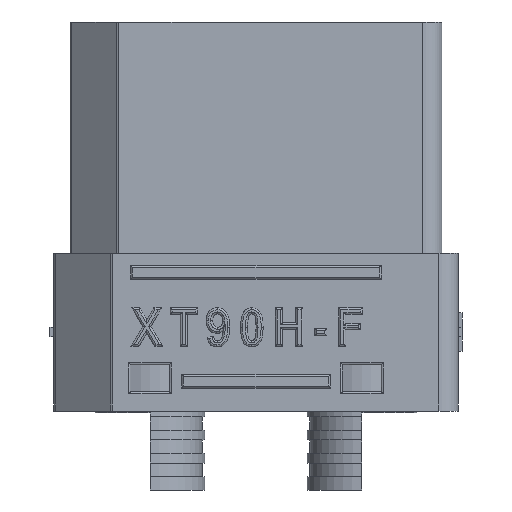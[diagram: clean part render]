
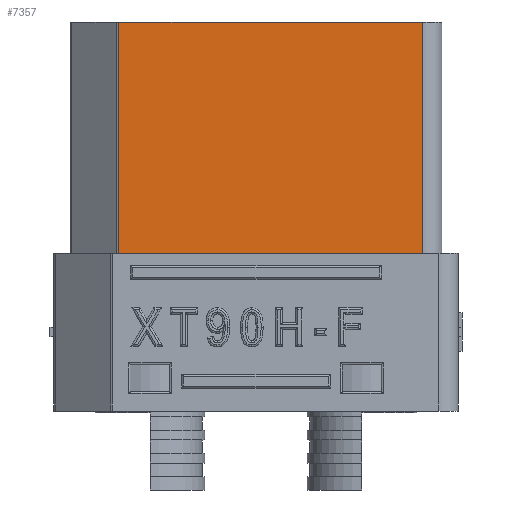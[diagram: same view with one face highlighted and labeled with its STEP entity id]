
A CAD part, front view. The second image highlights one B-rep face of the part: STEP entity #7357.
In plain terms, the highlighted planar face has unit normal (0, -1, 0).
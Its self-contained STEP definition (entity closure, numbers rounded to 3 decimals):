
#393=PLANE('',#7857);
#649=FACE_OUTER_BOUND('',#1115,.T.);
#1115=EDGE_LOOP('',(#5003,#5004,#5005,#5006));
#1627=LINE('',#10487,#2349);
#1628=LINE('',#10489,#2350);
#1629=LINE('',#10491,#2351);
#1630=LINE('',#10492,#2352);
#2349=VECTOR('',#8519,1000.);
#2350=VECTOR('',#8520,1000.);
#2351=VECTOR('',#8521,1000.);
#2352=VECTOR('',#8522,1000.);
#3193=VERTEX_POINT('',#10485);
#3194=VERTEX_POINT('',#10486);
#3195=VERTEX_POINT('',#10488);
#3196=VERTEX_POINT('',#10490);
#3883=EDGE_CURVE('',#3193,#3194,#1627,.T.);
#3884=EDGE_CURVE('',#3195,#3193,#1628,.T.);
#3885=EDGE_CURVE('',#3196,#3195,#1629,.T.);
#3886=EDGE_CURVE('',#3194,#3196,#1630,.T.);
#5003=ORIENTED_EDGE('',*,*,#3883,.F.);
#5004=ORIENTED_EDGE('',*,*,#3884,.F.);
#5005=ORIENTED_EDGE('',*,*,#3885,.F.);
#5006=ORIENTED_EDGE('',*,*,#3886,.F.);
#7357=ADVANCED_FACE('',(#649),#393,.F.);
#7857=AXIS2_PLACEMENT_3D('',#10484,#8517,#8518);
#8517=DIRECTION('center_axis',(0.,1.,0.));
#8518=DIRECTION('ref_axis',(0.,0.,-1.));
#8519=DIRECTION('',(0.,0.,1.));
#8520=DIRECTION('',(-1.,0.,0.));
#8521=DIRECTION('',(0.,0.,-1.));
#8522=DIRECTION('',(1.,0.,0.));
#10484=CARTESIAN_POINT('Origin',(15.15,-4.15,20.3));
#10485=CARTESIAN_POINT('',(-1.62,-4.15,8.3));
#10486=CARTESIAN_POINT('',(-1.62,-4.15,20.3));
#10487=CARTESIAN_POINT('',(-1.62,-4.15,20.3));
#10488=CARTESIAN_POINT('',(14.15,-4.15,8.3));
#10489=CARTESIAN_POINT('',(15.15,-4.15,8.3));
#10490=CARTESIAN_POINT('',(14.15,-4.15,20.3));
#10491=CARTESIAN_POINT('',(14.15,-4.15,20.3));
#10492=CARTESIAN_POINT('',(15.15,-4.15,20.3));
